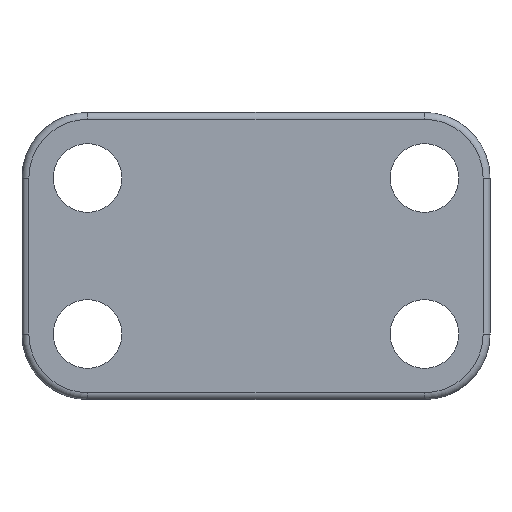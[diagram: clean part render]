
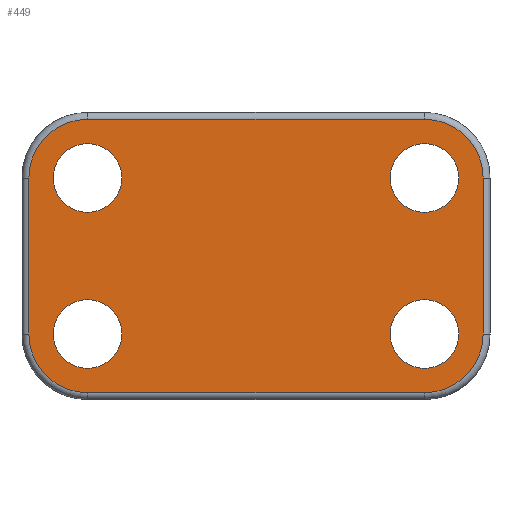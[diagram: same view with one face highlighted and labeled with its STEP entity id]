
A CAD part, front view. The second image highlights one B-rep face of the part: STEP entity #449.
In plain terms, the highlighted planar face has unit normal (0, -1, 0).
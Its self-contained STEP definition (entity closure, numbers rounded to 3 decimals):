
#1 = DIRECTION ( 'NONE',  ( 0., -1., 0. ) ) ;
#6 = CARTESIAN_POINT ( 'NONE',  ( 27., 0., 7. ) ) ;
#16 = CIRCLE ( 'NONE', #2250, 5.5 ) ;
#19 = CARTESIAN_POINT ( 'NONE',  ( -27., 0., 21.9 ) ) ;
#24 = VERTEX_POINT ( 'NONE', #833 ) ;
#33 = AXIS2_PLACEMENT_3D ( 'NONE', #1384, #1801, #773 ) ;
#47 = DIRECTION ( 'NONE',  ( 0., -1., 0. ) ) ;
#62 = AXIS2_PLACEMENT_3D ( 'NONE', #124, #1555, #328 ) ;
#87 = EDGE_CURVE ( 'NONE', #1227, #950, #1744, .T. ) ;
#117 = VECTOR ( 'NONE', #752, 1000. ) ;
#119 = ORIENTED_EDGE ( 'NONE', *, *, #1133, .F. ) ;
#124 = CARTESIAN_POINT ( 'NONE',  ( 27., 0., -12.5 ) ) ;
#133 = DIRECTION ( 'NONE',  ( 0., -1., 0. ) ) ;
#157 = CARTESIAN_POINT ( 'NONE',  ( -27., 0., -18. ) ) ;
#167 = LINE ( 'NONE', #512, #1721 ) ;
#228 = LINE ( 'NONE', #1129, #1247 ) ;
#229 = EDGE_LOOP ( 'NONE', ( #2338, #1079 ) ) ;
#232 = CIRCLE ( 'NONE', #1612, 9.4 ) ;
#249 = CARTESIAN_POINT ( 'NONE',  ( -27., 0., -21.9 ) ) ;
#260 = EDGE_LOOP ( 'NONE', ( #119, #2054 ) ) ;
#262 = EDGE_CURVE ( 'NONE', #2092, #2300, #232, .T. ) ;
#290 = VERTEX_POINT ( 'NONE', #1346 ) ;
#292 = DIRECTION ( 'NONE',  ( 0., 0., 1. ) ) ;
#328 = DIRECTION ( 'NONE',  ( 0., 0., -1. ) ) ;
#336 = AXIS2_PLACEMENT_3D ( 'NONE', #1799, #2582, #378 ) ;
#355 = AXIS2_PLACEMENT_3D ( 'NONE', #1245, #47, #1445 ) ;
#364 = PLANE ( 'NONE',  #336 ) ;
#377 = EDGE_CURVE ( 'NONE', #495, #1683, #2127, .T. ) ;
#378 = DIRECTION ( 'NONE',  ( 0., 0., 1. ) ) ;
#390 = FACE_OUTER_BOUND ( 'NONE', #2039, .T. ) ;
#414 = CARTESIAN_POINT ( 'NONE',  ( 27., 0., 18. ) ) ;
#421 = CIRCLE ( 'NONE', #33, 9.4 ) ;
#449 = ADVANCED_FACE ( 'NONE', ( #390, #1468, #2457, #1937, #457 ), #364, .F. ) ;
#457 = FACE_BOUND ( 'NONE', #260, .T. ) ;
#486 = ORIENTED_EDGE ( 'NONE', *, *, #731, .T. ) ;
#495 = VERTEX_POINT ( 'NONE', #2355 ) ;
#501 = AXIS2_PLACEMENT_3D ( 'NONE', #1840, #622, #2034 ) ;
#512 = CARTESIAN_POINT ( 'NONE',  ( 36.4, 0., 12.5 ) ) ;
#553 = ORIENTED_EDGE ( 'NONE', *, *, #1489, .F. ) ;
#592 = CARTESIAN_POINT ( 'NONE',  ( -27., 0., 12.5 ) ) ;
#601 = VERTEX_POINT ( 'NONE', #249 ) ;
#611 = CARTESIAN_POINT ( 'NONE',  ( 36.4, 0., -12.5 ) ) ;
#622 = DIRECTION ( 'NONE',  ( 0., -1., 0. ) ) ;
#629 = VERTEX_POINT ( 'NONE', #1574 ) ;
#647 = CARTESIAN_POINT ( 'NONE',  ( 27., 0., -21.9 ) ) ;
#682 = EDGE_CURVE ( 'NONE', #2020, #629, #421, .T. ) ;
#702 = DIRECTION ( 'NONE',  ( -1., 0., 0. ) ) ;
#703 = DIRECTION ( 'NONE',  ( 0., -1., 0. ) ) ;
#723 = LINE ( 'NONE', #1572, #117 ) ;
#731 = EDGE_CURVE ( 'NONE', #1894, #2020, #228, .T. ) ;
#752 = DIRECTION ( 'NONE',  ( 1., 0., 0. ) ) ;
#753 = ORIENTED_EDGE ( 'NONE', *, *, #377, .F. ) ;
#764 = EDGE_CURVE ( 'NONE', #1683, #495, #2301, .T. ) ;
#772 = EDGE_CURVE ( 'NONE', #2300, #834, #167, .T. ) ;
#773 = DIRECTION ( 'NONE',  ( 0., 0., 1. ) ) ;
#833 = CARTESIAN_POINT ( 'NONE',  ( -27., 0., 7. ) ) ;
#834 = VERTEX_POINT ( 'NONE', #1402 ) ;
#849 = ORIENTED_EDGE ( 'NONE', *, *, #682, .T. ) ;
#855 = AXIS2_PLACEMENT_3D ( 'NONE', #2339, #2121, #1919 ) ;
#866 = DIRECTION ( 'NONE',  ( 0., -1., 0. ) ) ;
#873 = CARTESIAN_POINT ( 'NONE',  ( -27., 0., 18. ) ) ;
#881 = EDGE_LOOP ( 'NONE', ( #553, #1072 ) ) ;
#950 = VERTEX_POINT ( 'NONE', #6 ) ;
#956 = CARTESIAN_POINT ( 'NONE',  ( -27., 0., -12.5 ) ) ;
#1043 = CARTESIAN_POINT ( 'NONE',  ( 27., 0., 21.9 ) ) ;
#1045 = EDGE_CURVE ( 'NONE', #2555, #601, #1692, .T. ) ;
#1072 = ORIENTED_EDGE ( 'NONE', *, *, #1381, .F. ) ;
#1079 = ORIENTED_EDGE ( 'NONE', *, *, #87, .F. ) ;
#1129 = CARTESIAN_POINT ( 'NONE',  ( -27., 0., 21.9 ) ) ;
#1133 = EDGE_CURVE ( 'NONE', #24, #2475, #1560, .T. ) ;
#1170 = DIRECTION ( 'NONE',  ( 0., 0., -1. ) ) ;
#1193 = DIRECTION ( 'NONE',  ( 0., 0., -1. ) ) ;
#1203 = CARTESIAN_POINT ( 'NONE',  ( -27., 0., 12.5 ) ) ;
#1222 = ORIENTED_EDGE ( 'NONE', *, *, #1993, .T. ) ;
#1227 = VERTEX_POINT ( 'NONE', #414 ) ;
#1245 = CARTESIAN_POINT ( 'NONE',  ( 27., 0., 12.5 ) ) ;
#1247 = VECTOR ( 'NONE', #702, 1000. ) ;
#1289 = DIRECTION ( 'NONE',  ( 0., -1., 0. ) ) ;
#1320 = CARTESIAN_POINT ( 'NONE',  ( -36.4, 0., -12.5 ) ) ;
#1324 = CIRCLE ( 'NONE', #62, 5.5 ) ;
#1346 = CARTESIAN_POINT ( 'NONE',  ( 27., 0., -18. ) ) ;
#1381 = EDGE_CURVE ( 'NONE', #2463, #290, #1521, .T. ) ;
#1384 = CARTESIAN_POINT ( 'NONE',  ( -27., 0., 12.5 ) ) ;
#1402 = CARTESIAN_POINT ( 'NONE',  ( 36.4, 0., 12.5 ) ) ;
#1411 = DIRECTION ( 'NONE',  ( 0., 0., -1. ) ) ;
#1445 = DIRECTION ( 'NONE',  ( 0., 0., -1. ) ) ;
#1468 = FACE_BOUND ( 'NONE', #881, .T. ) ;
#1481 = CARTESIAN_POINT ( 'NONE',  ( 27., 0., -7. ) ) ;
#1489 = EDGE_CURVE ( 'NONE', #290, #2463, #1324, .T. ) ;
#1512 = CARTESIAN_POINT ( 'NONE',  ( 27., 0., 12.5 ) ) ;
#1521 = CIRCLE ( 'NONE', #1627, 5.5 ) ;
#1550 = EDGE_CURVE ( 'NONE', #601, #2092, #723, .T. ) ;
#1555 = DIRECTION ( 'NONE',  ( 0., -1., 0. ) ) ;
#1560 = CIRCLE ( 'NONE', #1673, 5.5 ) ;
#1572 = CARTESIAN_POINT ( 'NONE',  ( -27., 0., -21.9 ) ) ;
#1573 = CARTESIAN_POINT ( 'NONE',  ( 27., 0., -12.5 ) ) ;
#1574 = CARTESIAN_POINT ( 'NONE',  ( -36.4, 0., 12.5 ) ) ;
#1580 = DIRECTION ( 'NONE',  ( 0., -1., 0. ) ) ;
#1612 = AXIS2_PLACEMENT_3D ( 'NONE', #1573, #133, #2531 ) ;
#1627 = AXIS2_PLACEMENT_3D ( 'NONE', #2075, #866, #2265 ) ;
#1641 = ORIENTED_EDGE ( 'NONE', *, *, #772, .T. ) ;
#1673 = AXIS2_PLACEMENT_3D ( 'NONE', #592, #1580, #1170 ) ;
#1683 = VERTEX_POINT ( 'NONE', #157 ) ;
#1692 = CIRCLE ( 'NONE', #2154, 9.4 ) ;
#1721 = VECTOR ( 'NONE', #292, 1000. ) ;
#1744 = CIRCLE ( 'NONE', #2179, 5.5 ) ;
#1762 = DIRECTION ( 'NONE',  ( 0., 0., -1. ) ) ;
#1799 = CARTESIAN_POINT ( 'NONE',  ( -27., 0., 12.5 ) ) ;
#1801 = DIRECTION ( 'NONE',  ( 0., -1., 0. ) ) ;
#1812 = DIRECTION ( 'NONE',  ( 0., -1., 0. ) ) ;
#1840 = CARTESIAN_POINT ( 'NONE',  ( 27., 0., 12.5 ) ) ;
#1848 = ORIENTED_EDGE ( 'NONE', *, *, #2168, .T. ) ;
#1894 = VERTEX_POINT ( 'NONE', #1043 ) ;
#1919 = DIRECTION ( 'NONE',  ( 0., 0., -1. ) ) ;
#1937 = FACE_BOUND ( 'NONE', #2546, .T. ) ;
#1993 = EDGE_CURVE ( 'NONE', #834, #1894, #2570, .T. ) ;
#2012 = AXIS2_PLACEMENT_3D ( 'NONE', #956, #703, #2129 ) ;
#2020 = VERTEX_POINT ( 'NONE', #19 ) ;
#2034 = DIRECTION ( 'NONE',  ( 0., 0., 1. ) ) ;
#2038 = EDGE_CURVE ( 'NONE', #950, #1227, #2506, .T. ) ;
#2039 = EDGE_LOOP ( 'NONE', ( #1641, #1222, #486, #849, #1848, #2319, #2538, #2406 ) ) ;
#2054 = ORIENTED_EDGE ( 'NONE', *, *, #2207, .F. ) ;
#2075 = CARTESIAN_POINT ( 'NONE',  ( 27., 0., -12.5 ) ) ;
#2082 = LINE ( 'NONE', #2381, #2206 ) ;
#2092 = VERTEX_POINT ( 'NONE', #647 ) ;
#2104 = ORIENTED_EDGE ( 'NONE', *, *, #764, .F. ) ;
#2121 = DIRECTION ( 'NONE',  ( 0., -1., 0. ) ) ;
#2127 = CIRCLE ( 'NONE', #2012, 5.5 ) ;
#2129 = DIRECTION ( 'NONE',  ( 0., 0., -1. ) ) ;
#2154 = AXIS2_PLACEMENT_3D ( 'NONE', #2203, #1812, #2159 ) ;
#2159 = DIRECTION ( 'NONE',  ( 0., 0., 1. ) ) ;
#2168 = EDGE_CURVE ( 'NONE', #629, #2555, #2082, .T. ) ;
#2179 = AXIS2_PLACEMENT_3D ( 'NONE', #1512, #1289, #1762 ) ;
#2203 = CARTESIAN_POINT ( 'NONE',  ( -27., 0., -12.5 ) ) ;
#2206 = VECTOR ( 'NONE', #1193, 1000. ) ;
#2207 = EDGE_CURVE ( 'NONE', #2475, #24, #16, .T. ) ;
#2250 = AXIS2_PLACEMENT_3D ( 'NONE', #1203, #1, #1411 ) ;
#2265 = DIRECTION ( 'NONE',  ( 0., 0., -1. ) ) ;
#2300 = VERTEX_POINT ( 'NONE', #611 ) ;
#2301 = CIRCLE ( 'NONE', #855, 5.5 ) ;
#2319 = ORIENTED_EDGE ( 'NONE', *, *, #1045, .T. ) ;
#2338 = ORIENTED_EDGE ( 'NONE', *, *, #2038, .F. ) ;
#2339 = CARTESIAN_POINT ( 'NONE',  ( -27., 0., -12.5 ) ) ;
#2355 = CARTESIAN_POINT ( 'NONE',  ( -27., 0., -7. ) ) ;
#2381 = CARTESIAN_POINT ( 'NONE',  ( -36.4, 0., 12.5 ) ) ;
#2406 = ORIENTED_EDGE ( 'NONE', *, *, #262, .T. ) ;
#2457 = FACE_BOUND ( 'NONE', #229, .T. ) ;
#2463 = VERTEX_POINT ( 'NONE', #1481 ) ;
#2475 = VERTEX_POINT ( 'NONE', #873 ) ;
#2506 = CIRCLE ( 'NONE', #355, 5.5 ) ;
#2531 = DIRECTION ( 'NONE',  ( 0., 0., 1. ) ) ;
#2538 = ORIENTED_EDGE ( 'NONE', *, *, #1550, .T. ) ;
#2546 = EDGE_LOOP ( 'NONE', ( #2104, #753 ) ) ;
#2555 = VERTEX_POINT ( 'NONE', #1320 ) ;
#2570 = CIRCLE ( 'NONE', #501, 9.4 ) ;
#2582 = DIRECTION ( 'NONE',  ( 0., 1., 0. ) ) ;
